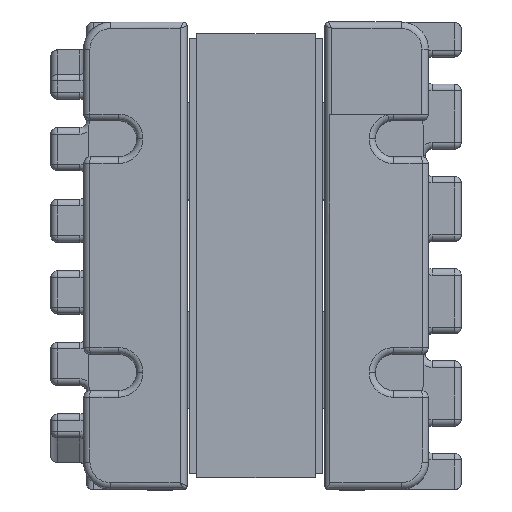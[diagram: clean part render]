
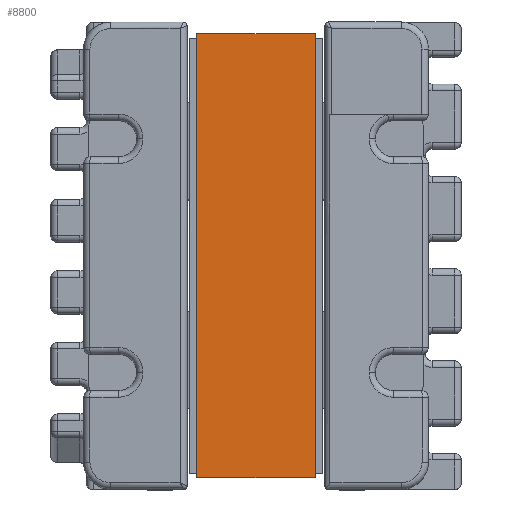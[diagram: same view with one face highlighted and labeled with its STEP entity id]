
A CAD part, top view. The second image highlights one B-rep face of the part: STEP entity #8800.
In plain terms, the highlighted face is planar.
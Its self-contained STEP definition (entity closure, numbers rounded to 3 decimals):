
#1151=ORIENTED_EDGE('',*,*,#3849,.F.);
#1152=ORIENTED_EDGE('',*,*,#3856,.F.);
#1153=ORIENTED_EDGE('',*,*,#3853,.T.);
#1154=ORIENTED_EDGE('',*,*,#3857,.T.);
#3849=EDGE_CURVE('',#5205,#5206,#5982,.T.);
#3853=EDGE_CURVE('',#5210,#5209,#5986,.T.);
#3856=EDGE_CURVE('',#5210,#5205,#5989,.T.);
#3857=EDGE_CURVE('',#5209,#5206,#5990,.T.);
#5205=VERTEX_POINT('',#17334);
#5206=VERTEX_POINT('',#17336);
#5209=VERTEX_POINT('',#17343);
#5210=VERTEX_POINT('',#17345);
#5982=LINE('',#17335,#6690);
#5986=LINE('',#17344,#6694);
#5989=LINE('',#17349,#6697);
#5990=LINE('',#17351,#6698);
#6690=VECTOR('',#14440,1000.);
#6694=VECTOR('',#14446,1000.);
#6697=VECTOR('',#14451,1000.);
#6698=VECTOR('',#14454,1000.);
#7393=EDGE_LOOP('',(#1151,#1152,#1153,#1154));
#8014=FACE_BOUND('',#7393,.T.);
#8633=PLANE('',#13331);
#8800=ADVANCED_FACE('',(#8014),#8633,.T.);
#13331=AXIS2_PLACEMENT_3D('',#17350,#14452,#14453);
#14440=DIRECTION('',(0.,0.,-1.));
#14446=DIRECTION('',(0.,0.,-1.));
#14451=DIRECTION('',(-1.,0.,0.));
#14452=DIRECTION('',(0.,1.,0.));
#14453=DIRECTION('',(0.,0.,-1.));
#14454=DIRECTION('',(-1.,0.,0.));
#17334=CARTESIAN_POINT('',(-10.475,17.73,-0.89));
#17335=CARTESIAN_POINT('',(-10.475,17.73,-17.61));
#17336=CARTESIAN_POINT('',(-10.475,17.73,-17.61));
#17343=CARTESIAN_POINT('',(-6.025,17.73,-17.61));
#17344=CARTESIAN_POINT('',(-6.025,17.73,-17.61));
#17345=CARTESIAN_POINT('',(-6.025,17.73,-0.89));
#17349=CARTESIAN_POINT('',(-6.025,17.73,-0.89));
#17350=CARTESIAN_POINT('',(-6.025,17.73,-17.61));
#17351=CARTESIAN_POINT('',(-6.025,17.73,-17.61));
